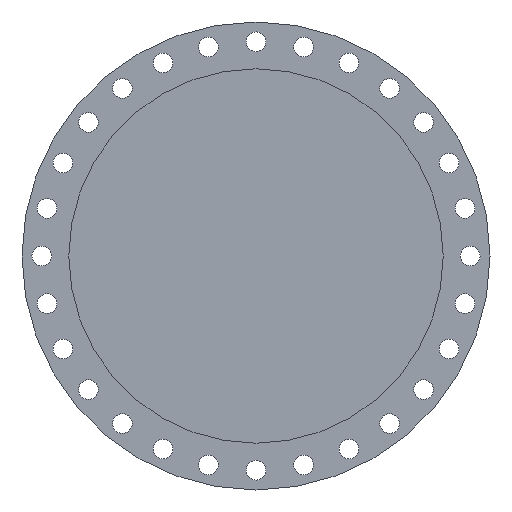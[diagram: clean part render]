
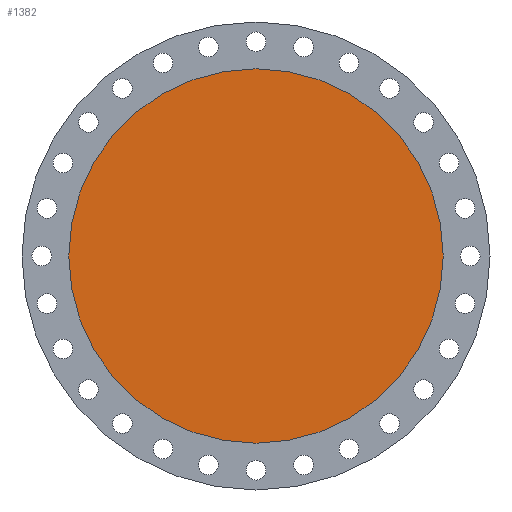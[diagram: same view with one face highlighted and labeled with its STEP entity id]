
A CAD part, left-side view. The second image highlights one B-rep face of the part: STEP entity #1382.
In plain terms, the highlighted planar face has unit normal (-1, 0, 0).
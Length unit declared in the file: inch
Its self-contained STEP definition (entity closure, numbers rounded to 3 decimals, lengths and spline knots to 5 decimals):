
#468 = DIRECTION ( 'NONE',  ( 0., 0., 1. ) ) ;
#501 = VERTEX_POINT ( 'NONE', #2125 ) ;
#522 = EDGE_LOOP ( 'NONE', ( #534, #2276 ) ) ;
#534 = ORIENTED_EDGE ( 'NONE', *, *, #1164, .T. ) ;
#545 = CIRCLE ( 'NONE', #2317, 19. ) ;
#625 = FACE_OUTER_BOUND ( 'NONE', #522, .T. ) ;
#771 = EDGE_CURVE ( 'NONE', #501, #1653, #1088, .T. ) ;
#854 = CARTESIAN_POINT ( 'NONE',  ( 0., 0., 0. ) ) ;
#1006 = CARTESIAN_POINT ( 'NONE',  ( 0., 0., 0. ) ) ;
#1067 = CARTESIAN_POINT ( 'NONE',  ( 0., 0., 0. ) ) ;
#1088 = CIRCLE ( 'NONE', #1310, 19. ) ;
#1112 = DIRECTION ( 'NONE',  ( 0., 0., 1. ) ) ;
#1164 = EDGE_CURVE ( 'NONE', #1653, #501, #545, .T. ) ;
#1310 = AXIS2_PLACEMENT_3D ( 'NONE', #1067, #1768, #1112 ) ;
#1356 = PLANE ( 'NONE',  #1393 ) ;
#1382 = ADVANCED_FACE ( 'NONE', ( #625 ), #1356, .T. ) ;
#1393 = AXIS2_PLACEMENT_3D ( 'NONE', #1006, #1714, #1843 ) ;
#1567 = DIRECTION ( 'NONE',  ( -1., 0., 0. ) ) ;
#1653 = VERTEX_POINT ( 'NONE', #2303 ) ;
#1714 = DIRECTION ( 'NONE',  ( -1., 0., 0. ) ) ;
#1768 = DIRECTION ( 'NONE',  ( -1., 0., 0. ) ) ;
#1843 = DIRECTION ( 'NONE',  ( 0., 0., 1. ) ) ;
#2125 = CARTESIAN_POINT ( 'NONE',  ( 0., 0., -19. ) ) ;
#2276 = ORIENTED_EDGE ( 'NONE', *, *, #771, .T. ) ;
#2303 = CARTESIAN_POINT ( 'NONE',  ( 0., 0., 19. ) ) ;
#2317 = AXIS2_PLACEMENT_3D ( 'NONE', #854, #1567, #468 ) ;
